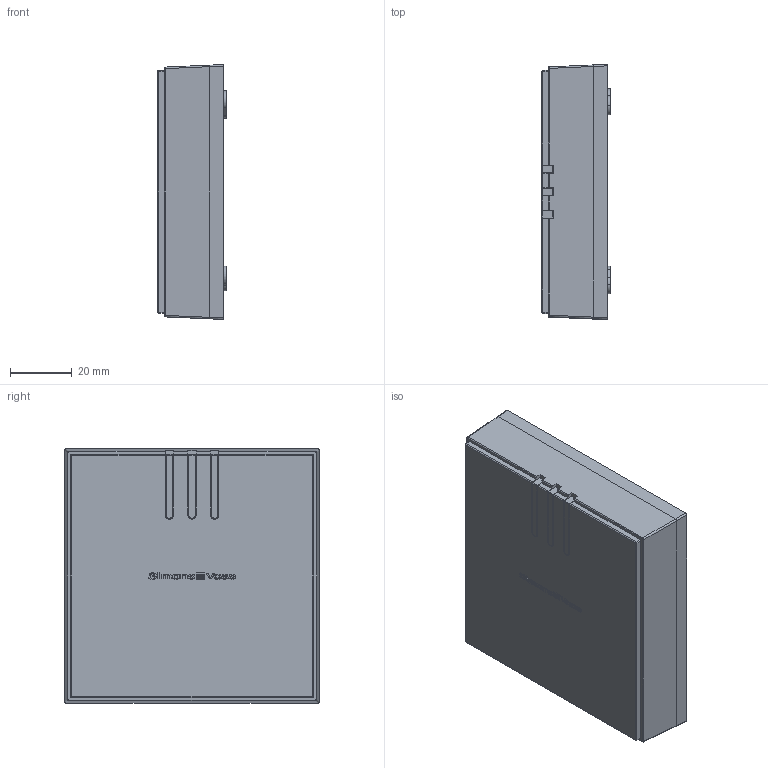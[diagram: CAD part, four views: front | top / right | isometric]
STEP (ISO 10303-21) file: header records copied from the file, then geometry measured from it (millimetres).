
FILE_DESCRIPTION (( 'STEP AP214' ), '1' );
FILE_NAME ('Leergehäuse LED Leser.STEP', '2026-04-10T10:43:45', ( '' ), ( '' ), 'SwSTEP 2.0', 'SolidWorks 2024', '' );
FILE_SCHEMA (( 'AUTOMOTIVE_DESIGN' ));
Length unit declared in the file: millimetre
Products named in the file (4): UNTERTEIL - SR27_d; Leergehäuse LED Leser; SR21.010210.1.a14_nur SV-Logo; SR30.070300.1.b_farblos
Assembly tree (5 placements, depth 2):
  Leergehäuse LED Leser
    SR21.010210.1.a14_nur SV-Logo
    UNTERTEIL - SR27_d
    SR30.070300.1.b_farblos  x3
Bounding box: 22.2 x 82.42 x 82.42 mm (x, y, z)
Volume: 60839.5 mm3; surface area: 49569.3 mm2
Topology: 5 solids, 5 shells, 1306 faces, 3609 edges, 2356 vertices
Faces by surface type: plane 1021, cylinder 161, bspline 54, cone 42, torus 24, sphere 4
Entity records: 41613 total; most frequent: CARTESIAN_POINT 10785, ORIENTED_EDGE 6778, DIRECTION 5650, EDGE_CURVE 3389, VECTOR 2898, LINE 2898, VERTEX_POINT 2224, AXIS2_PLACEMENT_3D 1376
